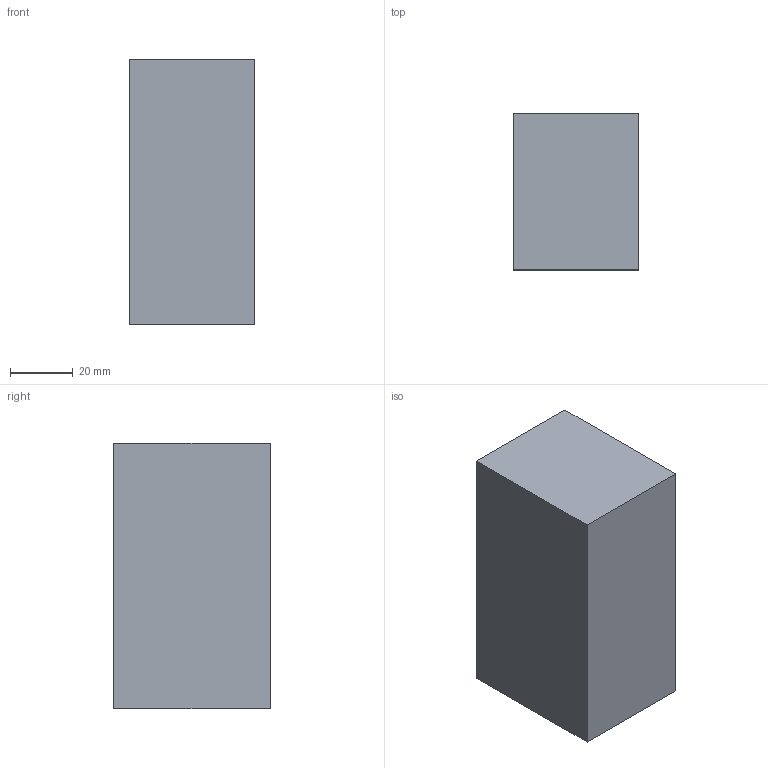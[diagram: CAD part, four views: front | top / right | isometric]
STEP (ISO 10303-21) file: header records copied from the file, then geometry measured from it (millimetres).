
FILE_DESCRIPTION(('STEP AP214'),'1');
FILE_NAME('dipole_geometry.step','2025-09-29T13:53:20',(' '),('ANSOFT Corporation'),'Spatial InterOp 3D',' ',' ');
FILE_SCHEMA(('AUTOMOTIVE_DESIGN { 1 0 10303 214 1 1 1 1 }'));
Length unit declared in the file: millimetre
Products named in the file (1): 1
Bounding box: 40 x 50 x 85 mm (x, y, z)
Volume: 170000.5 mm3; surface area: 19317.2 mm2
Topology: 4 solids, 5 shells, 19 faces, 34 edges, 24 vertices
Faces by surface type: plane 13, cylinder 6
Entity records: 542 total; most frequent: DIRECTION 94, CARTESIAN_POINT 82, ORIENTED_EDGE 64, AXIS2_PLACEMENT_3D 36, EDGE_CURVE 34, VERTEX_POINT 24, LINE 22, VECTOR 22
